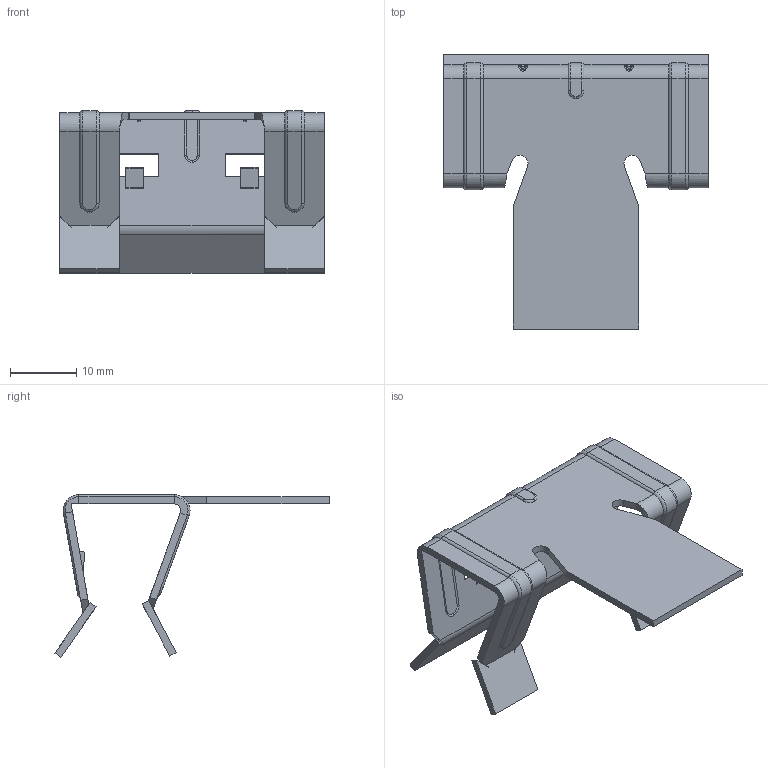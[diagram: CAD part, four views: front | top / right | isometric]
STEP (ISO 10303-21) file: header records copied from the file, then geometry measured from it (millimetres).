
FILE_DESCRIPTION (( 'STEP AP214' ), '1' );
FILE_NAME ('1488265 .STEP', '2025-01-10T09:34:15', ( '' ), ( '' ), 'SwSTEP 2.0', 'SolidWorks 2024', '' );
FILE_SCHEMA (( 'AUTOMOTIVE_DESIGN' ));
Length unit declared in the file: millimetre
Products named in the file (1): 1488265 
Bounding box: 40 x 41.46 x 24.58 mm (x, y, z)
Volume: 2741.8 mm3; surface area: 5418.8 mm2
Topology: 1 solids, 1 shells, 247 faces, 606 edges, 363 vertices
Faces by surface type: plane 114, cylinder 73, torus 38, bspline 18, sphere 4
Entity records: 7719 total; most frequent: CARTESIAN_POINT 1973, ORIENTED_EDGE 1212, DIRECTION 1186, EDGE_CURVE 606, AXIS2_PLACEMENT_3D 420, VERTEX_POINT 363, LINE 346, VECTOR 346
